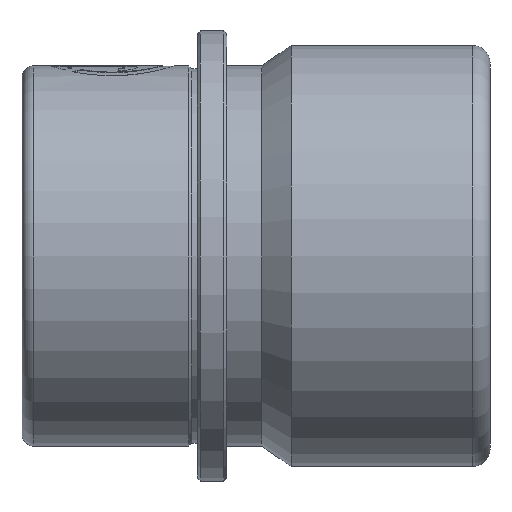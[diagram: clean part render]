
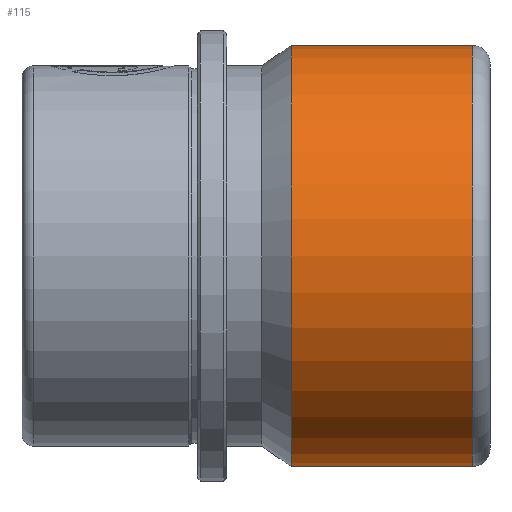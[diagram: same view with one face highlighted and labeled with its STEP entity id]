
A CAD part, left-side view. The second image highlights one B-rep face of the part: STEP entity #115.
In plain terms, the highlighted cylindrical face has radius 36 mm (diameter 72 mm), a partial arc.
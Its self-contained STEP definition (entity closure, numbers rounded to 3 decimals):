
#53 = CARTESIAN_POINT ( 'NONE',  ( -4., 0., 36. ) ) ;
#67 = DIRECTION ( 'NONE',  ( 0., -1., 0. ) ) ;
#89 = CARTESIAN_POINT ( 'NONE',  ( -4., 0., -36. ) ) ;
#115 = ADVANCED_FACE ( 'NONE', ( #2727 ), #291, .T. ) ;
#150 = ORIENTED_EDGE ( 'NONE', *, *, #3097, .F. ) ;
#255 = CARTESIAN_POINT ( 'NONE',  ( -4., -34.306, 0. ) ) ;
#291 = CYLINDRICAL_SURFACE ( 'NONE', #1800, 36. ) ;
#341 = VERTEX_POINT ( 'NONE', #2021 ) ;
#591 = VECTOR ( 'NONE', #1789, 1000. ) ;
#743 = DIRECTION ( 'NONE',  ( 0., -1., 0. ) ) ;
#807 = LINE ( 'NONE', #53, #2282 ) ;
#843 = CARTESIAN_POINT ( 'NONE',  ( -4., -65.308, 36. ) ) ;
#845 = EDGE_CURVE ( 'NONE', #1041, #2273, #2712, .T. ) ;
#1006 = VERTEX_POINT ( 'NONE', #843 ) ;
#1041 = VERTEX_POINT ( 'NONE', #1121 ) ;
#1094 = EDGE_LOOP ( 'NONE', ( #2082, #2889, #2620, #150 ) ) ;
#1121 = CARTESIAN_POINT ( 'NONE',  ( -4., -34.306, -36. ) ) ;
#1149 = DIRECTION ( 'NONE',  ( 0., -1., 0. ) ) ;
#1241 = CIRCLE ( 'NONE', #2305, 36. ) ;
#1269 = CARTESIAN_POINT ( 'NONE',  ( -4., 0., 0. ) ) ;
#1422 = CARTESIAN_POINT ( 'NONE',  ( -4., -65.308, 0. ) ) ;
#1653 = DIRECTION ( 'NONE',  ( 0., 0., -1. ) ) ;
#1764 = DIRECTION ( 'NONE',  ( 0., 0., -1. ) ) ;
#1789 = DIRECTION ( 'NONE',  ( 0., -1., 0. ) ) ;
#1800 = AXIS2_PLACEMENT_3D ( 'NONE', #1269, #67, #1764 ) ;
#2021 = CARTESIAN_POINT ( 'NONE',  ( -4., -34.306, 36. ) ) ;
#2082 = ORIENTED_EDGE ( 'NONE', *, *, #2792, .F. ) ;
#2219 = EDGE_CURVE ( 'NONE', #341, #1041, #2778, .T. ) ;
#2273 = VERTEX_POINT ( 'NONE', #2670 ) ;
#2282 = VECTOR ( 'NONE', #2970, 1000. ) ;
#2305 = AXIS2_PLACEMENT_3D ( 'NONE', #1422, #1149, #1653 ) ;
#2577 = AXIS2_PLACEMENT_3D ( 'NONE', #255, #743, #2690 ) ;
#2620 = ORIENTED_EDGE ( 'NONE', *, *, #845, .T. ) ;
#2670 = CARTESIAN_POINT ( 'NONE',  ( -4., -65.308, -36. ) ) ;
#2690 = DIRECTION ( 'NONE',  ( 0., 0., -1. ) ) ;
#2712 = LINE ( 'NONE', #89, #591 ) ;
#2727 = FACE_OUTER_BOUND ( 'NONE', #1094, .T. ) ;
#2778 = CIRCLE ( 'NONE', #2577, 36. ) ;
#2792 = EDGE_CURVE ( 'NONE', #341, #1006, #807, .T. ) ;
#2889 = ORIENTED_EDGE ( 'NONE', *, *, #2219, .T. ) ;
#2970 = DIRECTION ( 'NONE',  ( 0., -1., 0. ) ) ;
#3097 = EDGE_CURVE ( 'NONE', #1006, #2273, #1241, .T. ) ;
